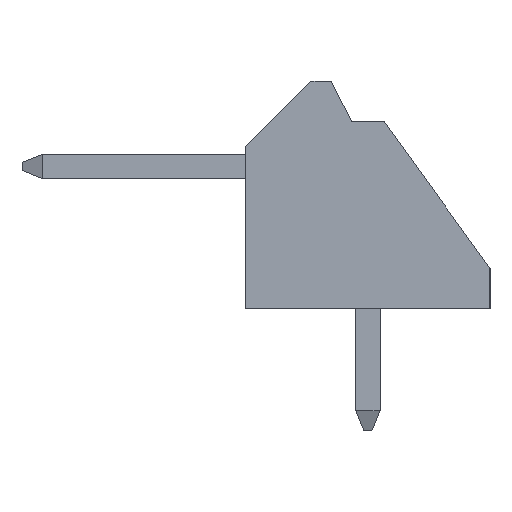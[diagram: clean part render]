
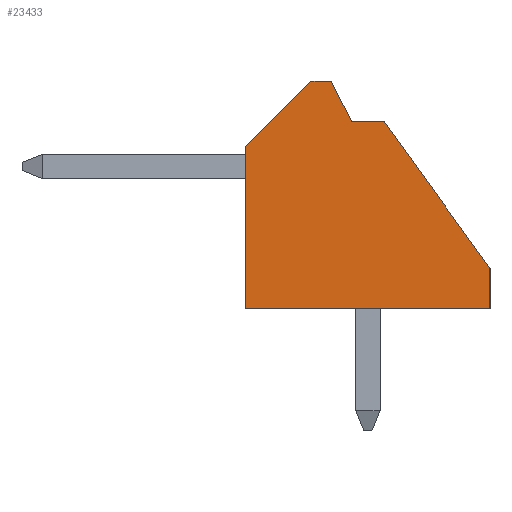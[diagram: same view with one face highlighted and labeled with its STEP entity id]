
A CAD part, left-side view. The second image highlights one B-rep face of the part: STEP entity #23433.
In plain terms, the highlighted planar face has unit normal (-1, 0, 0).
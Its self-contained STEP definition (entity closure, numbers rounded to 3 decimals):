
#23166 = VERTEX_POINT('',#23167);
#23167 = CARTESIAN_POINT('',(-1.25,0.4,4.6));
#23176 = PLANE('',#23177);
#23177 = AXIS2_PLACEMENT_3D('',#23178,#23179,#23180);
#23178 = CARTESIAN_POINT('',(-1.25,0.4,4.6));
#23179 = DIRECTION('',(0.,0.,-1.));
#23180 = DIRECTION('',(0.,-1.,0.));
#23188 = PLANE('',#23189);
#23189 = AXIS2_PLACEMENT_3D('',#23190,#23191,#23192);
#23190 = CARTESIAN_POINT('',(-1.25,0.4,4.6));
#23191 = DIRECTION('',(0.,-0.894,0.447));
#23192 = DIRECTION('',(0.,0.447,0.894));
#23229 = VERTEX_POINT('',#23230);
#23230 = CARTESIAN_POINT('',(-1.25,-0.4,4.6));
#23244 = PLANE('',#23245);
#23245 = AXIS2_PLACEMENT_3D('',#23246,#23247,#23248);
#23246 = CARTESIAN_POINT('',(-1.25,-0.4,4.6));
#23247 = DIRECTION('',(0.,0.811,-0.585));
#23248 = DIRECTION('',(0.,-0.585,-0.811));
#23256 = EDGE_CURVE('',#23166,#23229,#23257,.T.);
#23257 = SURFACE_CURVE('',#23258,(#23262,#23269),.PCURVE_S1.);
#23258 = LINE('',#23259,#23260);
#23259 = CARTESIAN_POINT('',(-1.25,0.4,4.6));
#23260 = VECTOR('',#23261,1.);
#23261 = DIRECTION('',(0.,-1.,0.));
#23262 = PCURVE('',#23176,#23263);
#23263 = DEFINITIONAL_REPRESENTATION('',(#23264),#23268);
#23264 = LINE('',#23265,#23266);
#23265 = CARTESIAN_POINT('',(0.,-0.));
#23266 = VECTOR('',#23267,1.);
#23267 = DIRECTION('',(1.,0.));
#23268 = ( GEOMETRIC_REPRESENTATION_CONTEXT(2) 
PARAMETRIC_REPRESENTATION_CONTEXT() REPRESENTATION_CONTEXT('2D SPACE',''
  ) );
#23269 = PCURVE('',#23270,#23275);
#23270 = PLANE('',#23271);
#23271 = AXIS2_PLACEMENT_3D('',#23272,#23273,#23274);
#23272 = CARTESIAN_POINT('',(-1.25,0.384,2.186));
#23273 = DIRECTION('',(1.,0.,0.));
#23274 = DIRECTION('',(0.,0.,1.));
#23275 = DEFINITIONAL_REPRESENTATION('',(#23276),#23280);
#23276 = LINE('',#23277,#23278);
#23277 = CARTESIAN_POINT('',(2.414,-0.016));
#23278 = VECTOR('',#23279,1.);
#23279 = DIRECTION('',(0.,1.));
#23280 = ( GEOMETRIC_REPRESENTATION_CONTEXT(2) 
PARAMETRIC_REPRESENTATION_CONTEXT() REPRESENTATION_CONTEXT('2D SPACE',''
  ) );
#23310 = VERTEX_POINT('',#23311);
#23311 = CARTESIAN_POINT('',(-1.25,0.9,5.6));
#23325 = PLANE('',#23326);
#23326 = AXIS2_PLACEMENT_3D('',#23327,#23328,#23329);
#23327 = CARTESIAN_POINT('',(-1.25,1.4,5.6));
#23328 = DIRECTION('',(0.,0.,-1.));
#23329 = DIRECTION('',(0.,-1.,0.));
#23337 = EDGE_CURVE('',#23166,#23310,#23338,.T.);
#23338 = SURFACE_CURVE('',#23339,(#23343,#23350),.PCURVE_S1.);
#23339 = LINE('',#23340,#23341);
#23340 = CARTESIAN_POINT('',(-1.25,0.4,4.6));
#23341 = VECTOR('',#23342,1.);
#23342 = DIRECTION('',(0.,0.447,0.894));
#23343 = PCURVE('',#23188,#23344);
#23344 = DEFINITIONAL_REPRESENTATION('',(#23345),#23349);
#23345 = LINE('',#23346,#23347);
#23346 = CARTESIAN_POINT('',(0.,0.));
#23347 = VECTOR('',#23348,1.);
#23348 = DIRECTION('',(1.,0.));
#23349 = ( GEOMETRIC_REPRESENTATION_CONTEXT(2) 
PARAMETRIC_REPRESENTATION_CONTEXT() REPRESENTATION_CONTEXT('2D SPACE',''
  ) );
#23350 = PCURVE('',#23270,#23351);
#23351 = DEFINITIONAL_REPRESENTATION('',(#23352),#23356);
#23352 = LINE('',#23353,#23354);
#23353 = CARTESIAN_POINT('',(2.414,-0.016));
#23354 = VECTOR('',#23355,1.);
#23355 = DIRECTION('',(0.894,-0.447));
#23356 = ( GEOMETRIC_REPRESENTATION_CONTEXT(2) 
PARAMETRIC_REPRESENTATION_CONTEXT() REPRESENTATION_CONTEXT('2D SPACE',''
  ) );
#23386 = VERTEX_POINT('',#23387);
#23387 = CARTESIAN_POINT('',(-1.25,-3.,1.));
#23401 = PLANE('',#23402);
#23402 = AXIS2_PLACEMENT_3D('',#23403,#23404,#23405);
#23403 = CARTESIAN_POINT('',(-1.25,-3.,1.));
#23404 = DIRECTION('',(0.,1.,0.));
#23405 = DIRECTION('',(0.,0.,-1.));
#23413 = EDGE_CURVE('',#23229,#23386,#23414,.T.);
#23414 = SURFACE_CURVE('',#23415,(#23419,#23426),.PCURVE_S1.);
#23415 = LINE('',#23416,#23417);
#23416 = CARTESIAN_POINT('',(-1.25,-0.4,4.6));
#23417 = VECTOR('',#23418,1.);
#23418 = DIRECTION('',(0.,-0.585,-0.811));
#23419 = PCURVE('',#23244,#23420);
#23420 = DEFINITIONAL_REPRESENTATION('',(#23421),#23425);
#23421 = LINE('',#23422,#23423);
#23422 = CARTESIAN_POINT('',(0.,0.));
#23423 = VECTOR('',#23424,1.);
#23424 = DIRECTION('',(1.,0.));
#23425 = ( GEOMETRIC_REPRESENTATION_CONTEXT(2) 
PARAMETRIC_REPRESENTATION_CONTEXT() REPRESENTATION_CONTEXT('2D SPACE',''
  ) );
#23426 = PCURVE('',#23270,#23427);
#23427 = DEFINITIONAL_REPRESENTATION('',(#23428),#23432);
#23428 = LINE('',#23429,#23430);
#23429 = CARTESIAN_POINT('',(2.414,0.784));
#23430 = VECTOR('',#23431,1.);
#23431 = DIRECTION('',(-0.811,0.585));
#23432 = ( GEOMETRIC_REPRESENTATION_CONTEXT(2) 
PARAMETRIC_REPRESENTATION_CONTEXT() REPRESENTATION_CONTEXT('2D SPACE',''
  ) );
#23433 = ADVANCED_FACE('',(#23434),#23270,.F.);
#23434 = FACE_BOUND('',#23435,.F.);
#23435 = EDGE_LOOP('',(#23436,#23437,#23438,#23461,#23489,#23517,#23545,
    #23566));
#23436 = ORIENTED_EDGE('',*,*,#23256,.T.);
#23437 = ORIENTED_EDGE('',*,*,#23413,.T.);
#23438 = ORIENTED_EDGE('',*,*,#23439,.T.);
#23439 = EDGE_CURVE('',#23386,#23440,#23442,.T.);
#23440 = VERTEX_POINT('',#23441);
#23441 = CARTESIAN_POINT('',(-1.25,-3.,0.));
#23442 = SURFACE_CURVE('',#23443,(#23447,#23454),.PCURVE_S1.);
#23443 = LINE('',#23444,#23445);
#23444 = CARTESIAN_POINT('',(-1.25,-3.,1.));
#23445 = VECTOR('',#23446,1.);
#23446 = DIRECTION('',(0.,0.,-1.));
#23447 = PCURVE('',#23270,#23448);
#23448 = DEFINITIONAL_REPRESENTATION('',(#23449),#23453);
#23449 = LINE('',#23450,#23451);
#23450 = CARTESIAN_POINT('',(-1.186,3.384));
#23451 = VECTOR('',#23452,1.);
#23452 = DIRECTION('',(-1.,0.));
#23453 = ( GEOMETRIC_REPRESENTATION_CONTEXT(2) 
PARAMETRIC_REPRESENTATION_CONTEXT() REPRESENTATION_CONTEXT('2D SPACE',''
  ) );
#23454 = PCURVE('',#23401,#23455);
#23455 = DEFINITIONAL_REPRESENTATION('',(#23456),#23460);
#23456 = LINE('',#23457,#23458);
#23457 = CARTESIAN_POINT('',(0.,0.));
#23458 = VECTOR('',#23459,1.);
#23459 = DIRECTION('',(1.,0.));
#23460 = ( GEOMETRIC_REPRESENTATION_CONTEXT(2) 
PARAMETRIC_REPRESENTATION_CONTEXT() REPRESENTATION_CONTEXT('2D SPACE',''
  ) );
#23461 = ORIENTED_EDGE('',*,*,#23462,.T.);
#23462 = EDGE_CURVE('',#23440,#23463,#23465,.T.);
#23463 = VERTEX_POINT('',#23464);
#23464 = CARTESIAN_POINT('',(-1.25,3.,0.));
#23465 = SURFACE_CURVE('',#23466,(#23470,#23477),.PCURVE_S1.);
#23466 = LINE('',#23467,#23468);
#23467 = CARTESIAN_POINT('',(-1.25,-3.,0.));
#23468 = VECTOR('',#23469,1.);
#23469 = DIRECTION('',(0.,1.,0.));
#23470 = PCURVE('',#23270,#23471);
#23471 = DEFINITIONAL_REPRESENTATION('',(#23472),#23476);
#23472 = LINE('',#23473,#23474);
#23473 = CARTESIAN_POINT('',(-2.186,3.384));
#23474 = VECTOR('',#23475,1.);
#23475 = DIRECTION('',(0.,-1.));
#23476 = ( GEOMETRIC_REPRESENTATION_CONTEXT(2) 
PARAMETRIC_REPRESENTATION_CONTEXT() REPRESENTATION_CONTEXT('2D SPACE',''
  ) );
#23477 = PCURVE('',#23478,#23483);
#23478 = PLANE('',#23479);
#23479 = AXIS2_PLACEMENT_3D('',#23480,#23481,#23482);
#23480 = CARTESIAN_POINT('',(-1.25,-3.,0.));
#23481 = DIRECTION('',(0.,0.,1.));
#23482 = DIRECTION('',(0.,1.,0.));
#23483 = DEFINITIONAL_REPRESENTATION('',(#23484),#23488);
#23484 = LINE('',#23485,#23486);
#23485 = CARTESIAN_POINT('',(0.,0.));
#23486 = VECTOR('',#23487,1.);
#23487 = DIRECTION('',(1.,0.));
#23488 = ( GEOMETRIC_REPRESENTATION_CONTEXT(2) 
PARAMETRIC_REPRESENTATION_CONTEXT() REPRESENTATION_CONTEXT('2D SPACE',''
  ) );
#23489 = ORIENTED_EDGE('',*,*,#23490,.T.);
#23490 = EDGE_CURVE('',#23463,#23491,#23493,.T.);
#23491 = VERTEX_POINT('',#23492);
#23492 = CARTESIAN_POINT('',(-1.25,3.,4.));
#23493 = SURFACE_CURVE('',#23494,(#23498,#23505),.PCURVE_S1.);
#23494 = LINE('',#23495,#23496);
#23495 = CARTESIAN_POINT('',(-1.25,3.,0.));
#23496 = VECTOR('',#23497,1.);
#23497 = DIRECTION('',(0.,0.,1.));
#23498 = PCURVE('',#23270,#23499);
#23499 = DEFINITIONAL_REPRESENTATION('',(#23500),#23504);
#23500 = LINE('',#23501,#23502);
#23501 = CARTESIAN_POINT('',(-2.186,-2.616));
#23502 = VECTOR('',#23503,1.);
#23503 = DIRECTION('',(1.,0.));
#23504 = ( GEOMETRIC_REPRESENTATION_CONTEXT(2) 
PARAMETRIC_REPRESENTATION_CONTEXT() REPRESENTATION_CONTEXT('2D SPACE',''
  ) );
#23505 = PCURVE('',#23506,#23511);
#23506 = PLANE('',#23507);
#23507 = AXIS2_PLACEMENT_3D('',#23508,#23509,#23510);
#23508 = CARTESIAN_POINT('',(-1.25,3.,0.));
#23509 = DIRECTION('',(0.,-1.,0.));
#23510 = DIRECTION('',(0.,0.,1.));
#23511 = DEFINITIONAL_REPRESENTATION('',(#23512),#23516);
#23512 = LINE('',#23513,#23514);
#23513 = CARTESIAN_POINT('',(0.,0.));
#23514 = VECTOR('',#23515,1.);
#23515 = DIRECTION('',(1.,0.));
#23516 = ( GEOMETRIC_REPRESENTATION_CONTEXT(2) 
PARAMETRIC_REPRESENTATION_CONTEXT() REPRESENTATION_CONTEXT('2D SPACE',''
  ) );
#23517 = ORIENTED_EDGE('',*,*,#23518,.F.);
#23518 = EDGE_CURVE('',#23519,#23491,#23521,.T.);
#23519 = VERTEX_POINT('',#23520);
#23520 = CARTESIAN_POINT('',(-1.25,1.4,5.6));
#23521 = SURFACE_CURVE('',#23522,(#23526,#23533),.PCURVE_S1.);
#23522 = LINE('',#23523,#23524);
#23523 = CARTESIAN_POINT('',(-1.25,1.4,5.6));
#23524 = VECTOR('',#23525,1.);
#23525 = DIRECTION('',(0.,0.707,-0.707));
#23526 = PCURVE('',#23270,#23527);
#23527 = DEFINITIONAL_REPRESENTATION('',(#23528),#23532);
#23528 = LINE('',#23529,#23530);
#23529 = CARTESIAN_POINT('',(3.414,-1.016));
#23530 = VECTOR('',#23531,1.);
#23531 = DIRECTION('',(-0.707,-0.707));
#23532 = ( GEOMETRIC_REPRESENTATION_CONTEXT(2) 
PARAMETRIC_REPRESENTATION_CONTEXT() REPRESENTATION_CONTEXT('2D SPACE',''
  ) );
#23533 = PCURVE('',#23534,#23539);
#23534 = PLANE('',#23535);
#23535 = AXIS2_PLACEMENT_3D('',#23536,#23537,#23538);
#23536 = CARTESIAN_POINT('',(-1.25,1.4,5.6));
#23537 = DIRECTION('',(0.,0.707,0.707));
#23538 = DIRECTION('',(0.,0.707,-0.707));
#23539 = DEFINITIONAL_REPRESENTATION('',(#23540),#23544);
#23540 = LINE('',#23541,#23542);
#23541 = CARTESIAN_POINT('',(0.,0.));
#23542 = VECTOR('',#23543,1.);
#23543 = DIRECTION('',(1.,0.));
#23544 = ( GEOMETRIC_REPRESENTATION_CONTEXT(2) 
PARAMETRIC_REPRESENTATION_CONTEXT() REPRESENTATION_CONTEXT('2D SPACE',''
  ) );
#23545 = ORIENTED_EDGE('',*,*,#23546,.T.);
#23546 = EDGE_CURVE('',#23519,#23310,#23547,.T.);
#23547 = SURFACE_CURVE('',#23548,(#23552,#23559),.PCURVE_S1.);
#23548 = LINE('',#23549,#23550);
#23549 = CARTESIAN_POINT('',(-1.25,1.4,5.6));
#23550 = VECTOR('',#23551,1.);
#23551 = DIRECTION('',(0.,-1.,0.));
#23552 = PCURVE('',#23270,#23553);
#23553 = DEFINITIONAL_REPRESENTATION('',(#23554),#23558);
#23554 = LINE('',#23555,#23556);
#23555 = CARTESIAN_POINT('',(3.414,-1.016));
#23556 = VECTOR('',#23557,1.);
#23557 = DIRECTION('',(0.,1.));
#23558 = ( GEOMETRIC_REPRESENTATION_CONTEXT(2) 
PARAMETRIC_REPRESENTATION_CONTEXT() REPRESENTATION_CONTEXT('2D SPACE',''
  ) );
#23559 = PCURVE('',#23325,#23560);
#23560 = DEFINITIONAL_REPRESENTATION('',(#23561),#23565);
#23561 = LINE('',#23562,#23563);
#23562 = CARTESIAN_POINT('',(0.,-0.));
#23563 = VECTOR('',#23564,1.);
#23564 = DIRECTION('',(1.,0.));
#23565 = ( GEOMETRIC_REPRESENTATION_CONTEXT(2) 
PARAMETRIC_REPRESENTATION_CONTEXT() REPRESENTATION_CONTEXT('2D SPACE',''
  ) );
#23566 = ORIENTED_EDGE('',*,*,#23337,.F.);
